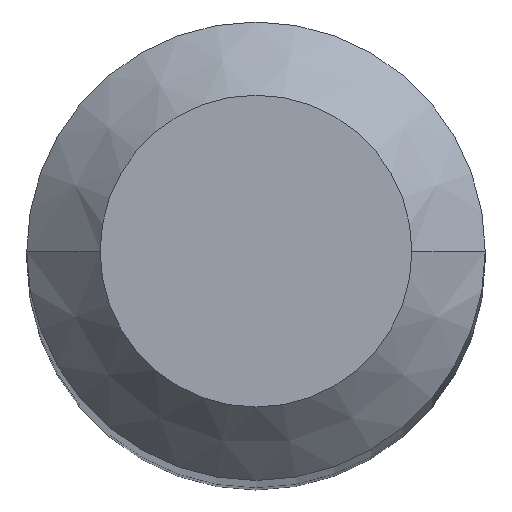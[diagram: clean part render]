
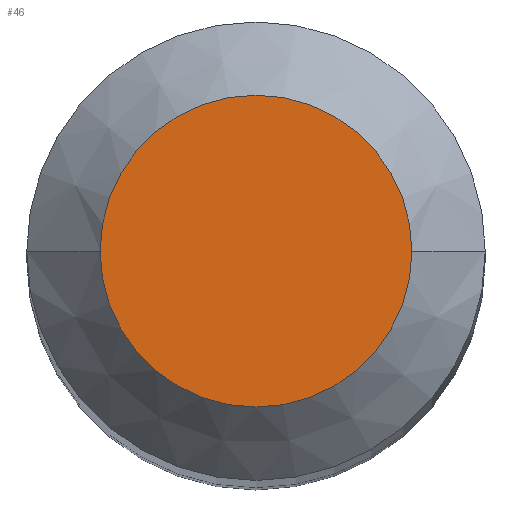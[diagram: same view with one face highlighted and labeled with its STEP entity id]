
A CAD part, top view. The second image highlights one B-rep face of the part: STEP entity #46.
In plain terms, the highlighted planar face has unit normal (0, 0, 1).
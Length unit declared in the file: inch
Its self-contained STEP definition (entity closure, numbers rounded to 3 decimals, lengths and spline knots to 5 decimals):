
#1 = AXIS2_PLACEMENT_3D ( 'NONE', #119, #292, #152 ) ;
#5 = EDGE_LOOP ( 'NONE', ( #194, #30 ) ) ;
#8 = AXIS2_PLACEMENT_3D ( 'NONE', #190, #306, #49 ) ;
#9 = DIRECTION ( 'NONE',  ( 0., 0., 1. ) ) ;
#30 = ORIENTED_EDGE ( 'NONE', *, *, #189, .T. ) ;
#46 = ADVANCED_FACE ( 'NONE', ( #333 ), #78, .F. ) ;
#49 = DIRECTION ( 'NONE',  ( -1., 0., 0. ) ) ;
#78 = PLANE ( 'NONE',  #8 ) ;
#105 = AXIS2_PLACEMENT_3D ( 'NONE', #344, #9, #173 ) ;
#119 = CARTESIAN_POINT ( 'NONE',  ( 0., 0., 0. ) ) ;
#121 = CARTESIAN_POINT ( 'NONE',  ( 0.0425, 0., 0. ) ) ;
#137 = VERTEX_POINT ( 'NONE', #121 ) ;
#152 = DIRECTION ( 'NONE',  ( 1., 0., 0. ) ) ;
#167 = CIRCLE ( 'NONE', #1, 0.0425 ) ;
#173 = DIRECTION ( 'NONE',  ( 1., 0., 0. ) ) ;
#189 = EDGE_CURVE ( 'NONE', #137, #216, #167, .T. ) ;
#190 = CARTESIAN_POINT ( 'NONE',  ( 0., 0.0425, 0. ) ) ;
#191 = CIRCLE ( 'NONE', #105, 0.0425 ) ;
#194 = ORIENTED_EDGE ( 'NONE', *, *, #353, .T. ) ;
#216 = VERTEX_POINT ( 'NONE', #228 ) ;
#228 = CARTESIAN_POINT ( 'NONE',  ( -0.0425, 0., 0. ) ) ;
#292 = DIRECTION ( 'NONE',  ( 0., 0., 1. ) ) ;
#306 = DIRECTION ( 'NONE',  ( 0., 0., -1. ) ) ;
#333 = FACE_OUTER_BOUND ( 'NONE', #5, .T. ) ;
#344 = CARTESIAN_POINT ( 'NONE',  ( 0., 0., 0. ) ) ;
#353 = EDGE_CURVE ( 'NONE', #216, #137, #191, .T. ) ;
